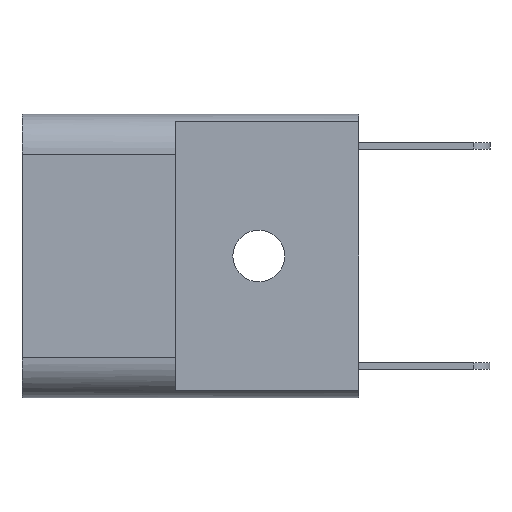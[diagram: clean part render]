
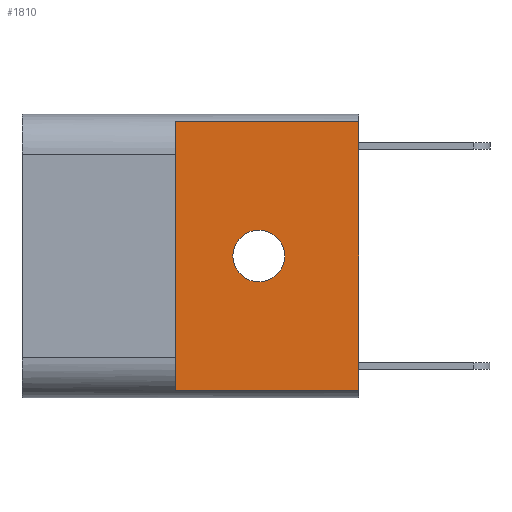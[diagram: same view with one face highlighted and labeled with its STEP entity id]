
A CAD part, front view. The second image highlights one B-rep face of the part: STEP entity #1810.
In plain terms, the highlighted planar face has unit normal (0, -1, 0).
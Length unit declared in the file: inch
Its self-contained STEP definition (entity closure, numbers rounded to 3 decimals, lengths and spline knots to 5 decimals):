
#10 = VERTEX_POINT ( 'NONE', #711 ) ;
#13 = VERTEX_POINT ( 'NONE', #1061 ) ;
#29 = VECTOR ( 'NONE', #1268, 39.37008 ) ;
#39 = CARTESIAN_POINT ( 'NONE',  ( 0.443, -0.125, -0.0485 ) ) ;
#86 = EDGE_CURVE ( 'NONE', #753, #13, #1459, .T. ) ;
#109 = VECTOR ( 'NONE', #331, 39.37008 ) ;
#137 = FACE_BOUND ( 'NONE', #674, .T. ) ;
#141 = CARTESIAN_POINT ( 'NONE',  ( 0.63, -0.125, -0.265 ) ) ;
#178 = CARTESIAN_POINT ( 'NONE',  ( 0.63, -0.125, 0.25074 ) ) ;
#221 = CARTESIAN_POINT ( 'NONE',  ( 0.63, -0.125, 0.25074 ) ) ;
#288 = EDGE_CURVE ( 'NONE', #2026, #1715, #1705, .T. ) ;
#331 = DIRECTION ( 'NONE',  ( 0., 0., 1. ) ) ;
#335 = ORIENTED_EDGE ( 'NONE', *, *, #494, .F. ) ;
#493 = DIRECTION ( 'NONE',  ( 0., 0., -1. ) ) ;
#494 = EDGE_CURVE ( 'NONE', #1827, #10, #932, .T. ) ;
#569 = CARTESIAN_POINT ( 'NONE',  ( 0.287, -0.125, -0.25074 ) ) ;
#626 = EDGE_CURVE ( 'NONE', #1715, #753, #644, .T. ) ;
#634 = ORIENTED_EDGE ( 'NONE', *, *, #779, .F. ) ;
#644 = LINE ( 'NONE', #141, #109 ) ;
#651 = ORIENTED_EDGE ( 'NONE', *, *, #1286, .F. ) ;
#674 = EDGE_LOOP ( 'NONE', ( #634, #335 ) ) ;
#681 = AXIS2_PLACEMENT_3D ( 'NONE', #1200, #1917, #858 ) ;
#711 = CARTESIAN_POINT ( 'NONE',  ( 0.443, -0.125, 0.0485 ) ) ;
#734 = DIRECTION ( 'NONE',  ( 0., -1., 0. ) ) ;
#753 = VERTEX_POINT ( 'NONE', #178 ) ;
#779 = EDGE_CURVE ( 'NONE', #10, #1827, #851, .T. ) ;
#796 = CARTESIAN_POINT ( 'NONE',  ( 0.287, -0.125, -0.265 ) ) ;
#851 = CIRCLE ( 'NONE', #1038, 0.0485 ) ;
#858 = DIRECTION ( 'NONE',  ( 0., 0., -1. ) ) ;
#932 = CIRCLE ( 'NONE', #1651, 0.0485 ) ;
#1038 = AXIS2_PLACEMENT_3D ( 'NONE', #1797, #734, #1971 ) ;
#1061 = CARTESIAN_POINT ( 'NONE',  ( 0.287, -0.125, 0.25074 ) ) ;
#1104 = DIRECTION ( 'NONE',  ( 1., 0., 0. ) ) ;
#1105 = VECTOR ( 'NONE', #2023, 39.37008 ) ;
#1112 = ORIENTED_EDGE ( 'NONE', *, *, #288, .T. ) ;
#1195 = ORIENTED_EDGE ( 'NONE', *, *, #626, .T. ) ;
#1200 = CARTESIAN_POINT ( 'NONE',  ( 0.287, -0.125, -0.265 ) ) ;
#1226 = VECTOR ( 'NONE', #1104, 39.37008 ) ;
#1268 = DIRECTION ( 'NONE',  ( -1., 0., 0. ) ) ;
#1270 = CARTESIAN_POINT ( 'NONE',  ( 0.287, -0.125, -0.25074 ) ) ;
#1286 = EDGE_CURVE ( 'NONE', #2026, #13, #2108, .T. ) ;
#1408 = EDGE_LOOP ( 'NONE', ( #1195, #2166, #651, #1112 ) ) ;
#1459 = LINE ( 'NONE', #221, #29 ) ;
#1556 = PLANE ( 'NONE',  #681 ) ;
#1566 = DIRECTION ( 'NONE',  ( 0., -1., 0. ) ) ;
#1567 = FACE_OUTER_BOUND ( 'NONE', #1408, .T. ) ;
#1651 = AXIS2_PLACEMENT_3D ( 'NONE', #1954, #1566, #493 ) ;
#1705 = LINE ( 'NONE', #569, #1226 ) ;
#1715 = VERTEX_POINT ( 'NONE', #1820 ) ;
#1797 = CARTESIAN_POINT ( 'NONE',  ( 0.443, -0.125, 0. ) ) ;
#1810 = ADVANCED_FACE ( 'NONE', ( #137, #1567 ), #1556, .T. ) ;
#1820 = CARTESIAN_POINT ( 'NONE',  ( 0.63, -0.125, -0.25074 ) ) ;
#1827 = VERTEX_POINT ( 'NONE', #39 ) ;
#1917 = DIRECTION ( 'NONE',  ( 0., -1., 0. ) ) ;
#1954 = CARTESIAN_POINT ( 'NONE',  ( 0.443, -0.125, 0. ) ) ;
#1971 = DIRECTION ( 'NONE',  ( 0., 0., -1. ) ) ;
#2023 = DIRECTION ( 'NONE',  ( 0., 0., 1. ) ) ;
#2026 = VERTEX_POINT ( 'NONE', #1270 ) ;
#2108 = LINE ( 'NONE', #796, #1105 ) ;
#2166 = ORIENTED_EDGE ( 'NONE', *, *, #86, .T. ) ;
